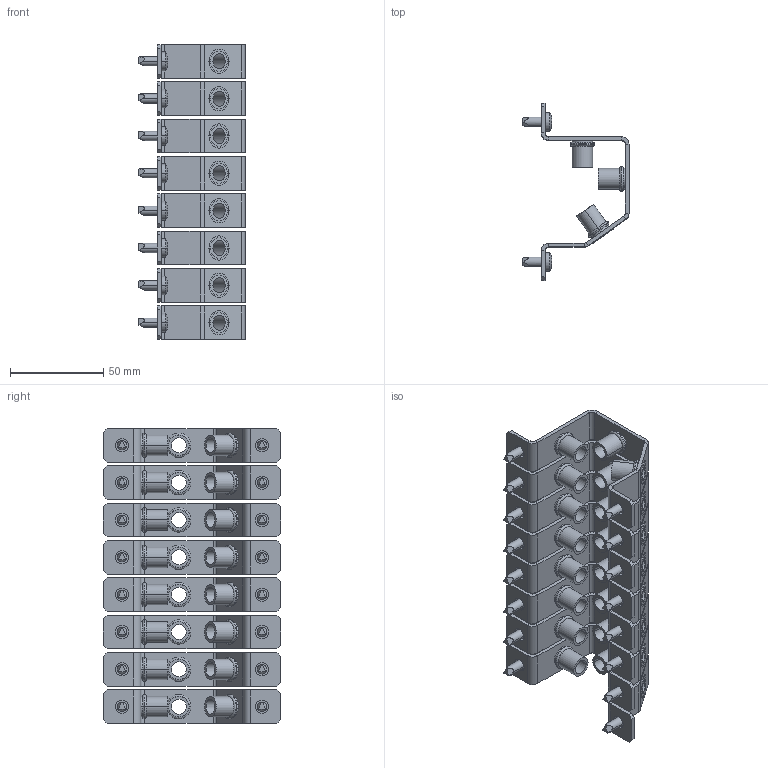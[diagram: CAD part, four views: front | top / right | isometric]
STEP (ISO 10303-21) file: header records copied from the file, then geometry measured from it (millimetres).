
FILE_DESCRIPTION (( 'STEP AP203' ), '1' );
FILE_NAME ('UR10300301052 Êîìïëåêò óíèâåðñàëüíîãî êðåïëåíèÿ RS52 (8øò) (000.801.609).STEP', '2022-04-18T08:09:09', ( '' ), ( '' ), 'SwSTEP 2.0', 'SolidWorks 2017', '' );
FILE_SCHEMA (( 'CONFIG_CONTROL_DESIGN' ));
Length unit declared in the file: millimetre
Products named in the file (5): Âèíò DIN 7500 C TORX_Œ5å12; Çàêëåïêà ðåçüáîâàÿ óìåíüøåííûé áîðòèê ñ íàñå÷êîé_Œ8å16,5; 000.169.188 Êðîíøòåéí óíèâåðñàëüíûé; 029-410 Êðîíøòåéí óíèâåðñàëüíûé; UR10300301052 Êîìïëåêò óíèâåðñàëüíîãî êðåïëåíèÿ RS52 (8øò) (000.801.609)
Assembly tree (28 placements, depth 3):
  UR10300301052 Êîìïëåêò óíèâåðñàëüíîãî êðåïëåíèÿ RS52 (8øò) (000.801.609)
    000.169.188 Êðîíøòåéí óíèâåðñàëüíûé  x8
      029-410 Êðîíøòåéí óíèâåðñàëüíûé
      Çàêëåïêà ðåçüáîâàÿ óìåíüøåííûé áîðòèê ñ íàñå÷êîé_Œ8å16,5
    Âèíò DIN 7500 C TORX_Œ5å12  x16
Bounding box: 57.2 x 95 x 158 mm (x, y, z)
Volume: 69711.8 mm3; surface area: 88000.1 mm2
Topology: 48 solids, 48 shells, 1592 faces, 3776 edges, 2368 vertices
Faces by surface type: plane 728, cylinder 672, torus 96, cone 64, sphere 32
Entity records: 4813 total; most frequent: CARTESIAN_POINT 732, DIRECTION 669, ORIENTED_EDGE 568, EDGE_CURVE 284, AXIS2_PLACEMENT_3D 257, VERTEX_POINT 174, VECTOR 155, LINE 155
